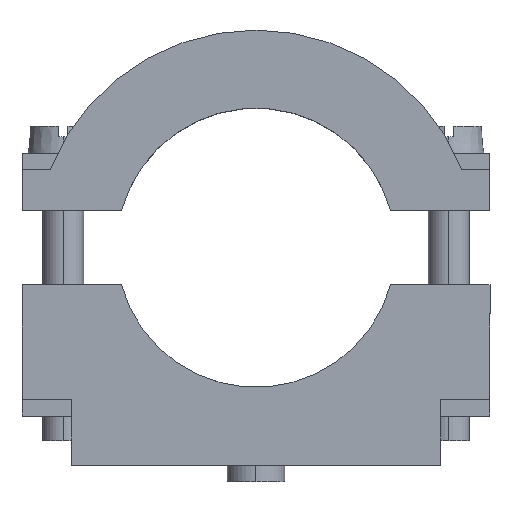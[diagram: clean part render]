
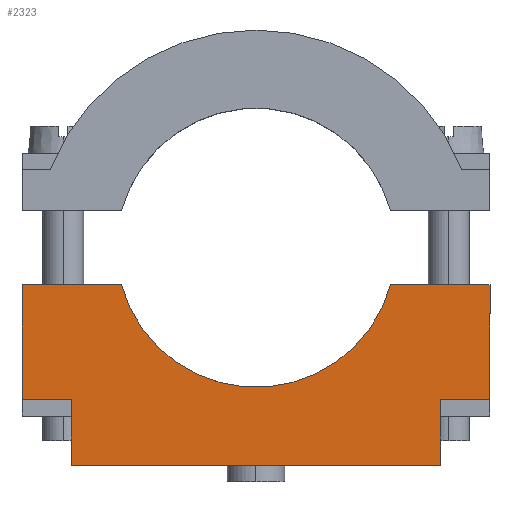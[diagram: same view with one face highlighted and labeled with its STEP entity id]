
A CAD part, top view. The second image highlights one B-rep face of the part: STEP entity #2323.
In plain terms, the highlighted planar face has unit normal (0, 0, 1).
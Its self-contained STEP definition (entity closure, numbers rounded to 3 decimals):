
#23 = VERTEX_POINT ( 'NONE', #2383 ) ;
#78 = DIRECTION ( 'NONE',  ( -1., 0., 0. ) ) ;
#147 = CIRCLE ( 'NONE', #3313, 17. ) ;
#201 = LINE ( 'NONE', #3592, #3151 ) ;
#244 = ORIENTED_EDGE ( 'NONE', *, *, #748, .T. ) ;
#272 = PLANE ( 'NONE',  #3337 ) ;
#326 = CARTESIAN_POINT ( 'NONE',  ( 22.5, -14., 8. ) ) ;
#356 = ORIENTED_EDGE ( 'NONE', *, *, #735, .T. ) ;
#388 = VERTEX_POINT ( 'NONE', #1596 ) ;
#429 = VERTEX_POINT ( 'NONE', #3706 ) ;
#434 = CARTESIAN_POINT ( 'NONE',  ( -22.5, -14., 8. ) ) ;
#552 = VECTOR ( 'NONE', #3492, 1000. ) ;
#578 = FACE_OUTER_BOUND ( 'NONE', #1518, .T. ) ;
#646 = DIRECTION ( 'NONE',  ( 0., -1., 0. ) ) ;
#684 = ORIENTED_EDGE ( 'NONE', *, *, #2174, .F. ) ;
#735 = EDGE_CURVE ( 'NONE', #1917, #1310, #1971, .T. ) ;
#748 = EDGE_CURVE ( 'NONE', #1836, #3211, #3062, .T. ) ;
#798 = EDGE_CURVE ( 'NONE', #2450, #429, #147, .T. ) ;
#827 = VECTOR ( 'NONE', #2800, 1000. ) ;
#836 = ORIENTED_EDGE ( 'NONE', *, *, #1555, .T. ) ;
#856 = ORIENTED_EDGE ( 'NONE', *, *, #3452, .T. ) ;
#932 = LINE ( 'NONE', #3364, #3370 ) ;
#1058 = LINE ( 'NONE', #2566, #2673 ) ;
#1064 = VECTOR ( 'NONE', #1435, 1000. ) ;
#1092 = ORIENTED_EDGE ( 'NONE', *, *, #3554, .T. ) ;
#1095 = DIRECTION ( 'NONE',  ( 1., 0., 0. ) ) ;
#1098 = CARTESIAN_POINT ( 'NONE',  ( 28.5, -14., 8. ) ) ;
#1170 = VECTOR ( 'NONE', #1095, 1000. ) ;
#1310 = VERTEX_POINT ( 'NONE', #1633 ) ;
#1415 = ORIENTED_EDGE ( 'NONE', *, *, #2655, .F. ) ;
#1435 = DIRECTION ( 'NONE',  ( 0., 1., 0. ) ) ;
#1439 = CARTESIAN_POINT ( 'NONE',  ( -22.5, -22., 8. ) ) ;
#1518 = EDGE_LOOP ( 'NONE', ( #356, #684, #3728, #244, #836, #1700, #1092, #856, #2879, #1415 ) ) ;
#1522 = DIRECTION ( 'NONE',  ( -1., 0., 0. ) ) ;
#1555 = EDGE_CURVE ( 'NONE', #3211, #2450, #1632, .T. ) ;
#1596 = CARTESIAN_POINT ( 'NONE',  ( -28.5, -14., 8. ) ) ;
#1632 = LINE ( 'NONE', #2489, #827 ) ;
#1633 = CARTESIAN_POINT ( 'NONE',  ( 22.5, -22., 8. ) ) ;
#1676 = DIRECTION ( 'NONE',  ( 0., 0., -1. ) ) ;
#1687 = VECTOR ( 'NONE', #78, 1000. ) ;
#1700 = ORIENTED_EDGE ( 'NONE', *, *, #798, .T. ) ;
#1786 = LINE ( 'NONE', #2219, #1687 ) ;
#1798 = DIRECTION ( 'NONE',  ( -1., 0., 0. ) ) ;
#1836 = VERTEX_POINT ( 'NONE', #1098 ) ;
#1850 = CARTESIAN_POINT ( 'NONE',  ( 28.5, 0., 8. ) ) ;
#1917 = VERTEX_POINT ( 'NONE', #1439 ) ;
#1971 = LINE ( 'NONE', #3564, #1170 ) ;
#1975 = CARTESIAN_POINT ( 'NONE',  ( 28.5, -22., 8. ) ) ;
#1985 = EDGE_CURVE ( 'NONE', #2648, #388, #201, .T. ) ;
#1992 = CARTESIAN_POINT ( 'NONE',  ( -28.5, -22., 8. ) ) ;
#2088 = CARTESIAN_POINT ( 'NONE',  ( 0., 0., 8. ) ) ;
#2174 = EDGE_CURVE ( 'NONE', #23, #1310, #3310, .T. ) ;
#2219 = CARTESIAN_POINT ( 'NONE',  ( -28.5, 0., 8. ) ) ;
#2323 = ADVANCED_FACE ( 'NONE', ( #578 ), #272, .F. ) ;
#2383 = CARTESIAN_POINT ( 'NONE',  ( 22.5, -14., 8. ) ) ;
#2450 = VERTEX_POINT ( 'NONE', #2748 ) ;
#2484 = VECTOR ( 'NONE', #646, 1000. ) ;
#2489 = CARTESIAN_POINT ( 'NONE',  ( -28.5, 0., 8. ) ) ;
#2558 = CARTESIAN_POINT ( 'NONE',  ( -28.5, 0., 8. ) ) ;
#2566 = CARTESIAN_POINT ( 'NONE',  ( -22.5, -14., 8. ) ) ;
#2648 = VERTEX_POINT ( 'NONE', #434 ) ;
#2655 = EDGE_CURVE ( 'NONE', #1917, #2648, #1058, .T. ) ;
#2673 = VECTOR ( 'NONE', #2876, 1000. ) ;
#2748 = CARTESIAN_POINT ( 'NONE',  ( 16.394, 0., 8. ) ) ;
#2800 = DIRECTION ( 'NONE',  ( -1., 0., 0. ) ) ;
#2876 = DIRECTION ( 'NONE',  ( 0., 1., 0. ) ) ;
#2879 = ORIENTED_EDGE ( 'NONE', *, *, #1985, .F. ) ;
#2982 = LINE ( 'NONE', #1992, #552 ) ;
#3062 = LINE ( 'NONE', #1975, #1064 ) ;
#3151 = VECTOR ( 'NONE', #3920, 1000. ) ;
#3211 = VERTEX_POINT ( 'NONE', #1850 ) ;
#3310 = LINE ( 'NONE', #326, #2484 ) ;
#3313 = AXIS2_PLACEMENT_3D ( 'NONE', #3516, #1676, #3829 ) ;
#3337 = AXIS2_PLACEMENT_3D ( 'NONE', #2088, #3639, #1798 ) ;
#3364 = CARTESIAN_POINT ( 'NONE',  ( 28.5, -14., 8. ) ) ;
#3370 = VECTOR ( 'NONE', #1522, 1000. ) ;
#3378 = VERTEX_POINT ( 'NONE', #2558 ) ;
#3452 = EDGE_CURVE ( 'NONE', #3378, #388, #2982, .T. ) ;
#3492 = DIRECTION ( 'NONE',  ( 0., -1., 0. ) ) ;
#3516 = CARTESIAN_POINT ( 'NONE',  ( 0., 4.5, 8. ) ) ;
#3554 = EDGE_CURVE ( 'NONE', #429, #3378, #1786, .T. ) ;
#3564 = CARTESIAN_POINT ( 'NONE',  ( -28.5, -22., 8. ) ) ;
#3592 = CARTESIAN_POINT ( 'NONE',  ( -28.5, -14., 8. ) ) ;
#3639 = DIRECTION ( 'NONE',  ( 0., 0., -1. ) ) ;
#3706 = CARTESIAN_POINT ( 'NONE',  ( -16.394, 0., 8. ) ) ;
#3728 = ORIENTED_EDGE ( 'NONE', *, *, #3845, .F. ) ;
#3829 = DIRECTION ( 'NONE',  ( -1., 0., 0. ) ) ;
#3845 = EDGE_CURVE ( 'NONE', #1836, #23, #932, .T. ) ;
#3920 = DIRECTION ( 'NONE',  ( -1., 0., 0. ) ) ;
